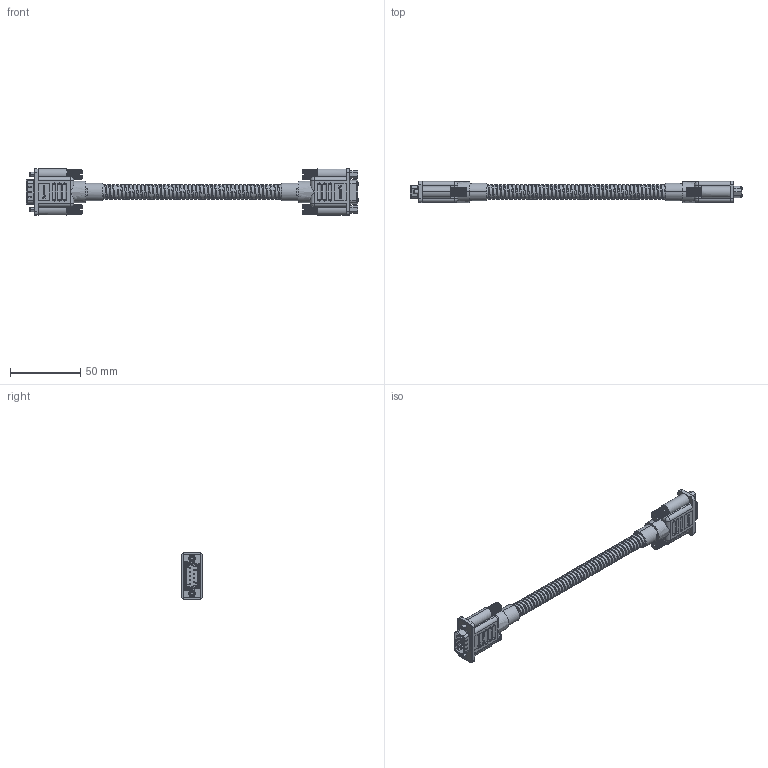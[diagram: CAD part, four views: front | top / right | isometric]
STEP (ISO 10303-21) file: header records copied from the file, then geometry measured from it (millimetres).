
FILE_DESCRIPTION (( 'STEP AP203' ), '1' );
FILE_NAME ('CSMT9MF.STEP', '2014-02-18T14:49:17', ( 'x' ), ( '' ), 'SwSTEP 2.0', 'SolidWorks 2012', '' );
FILE_SCHEMA (( 'CONFIG_CONTROL_DESIGN' ));
Products named in the file (14): CSMT9MF; MTN-756_DB9 Female; 1AJ05-005; MTN-472_DB9 FEMALE; 1AC08-017(DP9 FEMALE SOLIDER TYPE)___; MTN-756_DB9 Male; 1AJ09-093_NEW; 1AJ06-026_with knurled head; MTN-472_DB9 MALE; 1AY03-058___; 1AC08-016(DB9 MALE SOLIDER TYPE)___; MTN-472___; MTN-756_OVERMOLD FOR CSMT9; 3AC13-001(OD10xID8mm)
Assembly tree (21 placements, depth 4):
  CSMT9MF
    3AC13-001(OD10xID8mm)
    MTN-756_DB9 Male
      MTN-756_OVERMOLD FOR CSMT9
      MTN-472_DB9 MALE
        MTN-472___
        1AC08-016(DB9 MALE SOLIDER TYPE)___
        1AY03-058___
      1AJ06-026_with knurled head  x2
      1AJ09-093_NEW
    MTN-756_DB9 Female
      MTN-756_OVERMOLD FOR CSMT9
      MTN-472_DB9 FEMALE
        MTN-472___
        1AY03-058___
        1AC08-017(DP9 FEMALE SOLIDER TYPE)___
      1AJ06-026_with knurled head  x2
      1AJ09-093_NEW
      1AJ05-005  x2
Bounding box: 236.45 x 15.09 x 33.2 mm (x, y, z)
Volume: 36530.2 mm3; surface area: 40804.1 mm2
Topology: 20 solids, 20 shells, 2880 faces, 7688 edges, 4925 vertices
Faces by surface type: cylinder 1096, plane 1015, bspline 458, torus 153, cone 88, sphere 70
Entity records: 87824 total; most frequent: CARTESIAN_POINT 45395, ORIENTED_EDGE 9264, DIRECTION 7373, EDGE_CURVE 4632, VERTEX_POINT 2986, AXIS2_PLACEMENT_3D 2648, LINE 2077, VECTOR 2077
